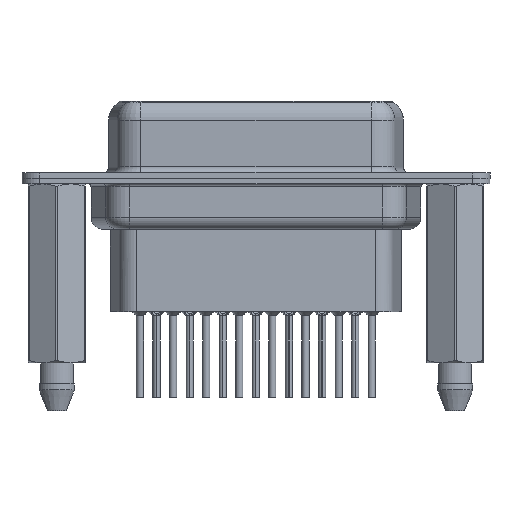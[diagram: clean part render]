
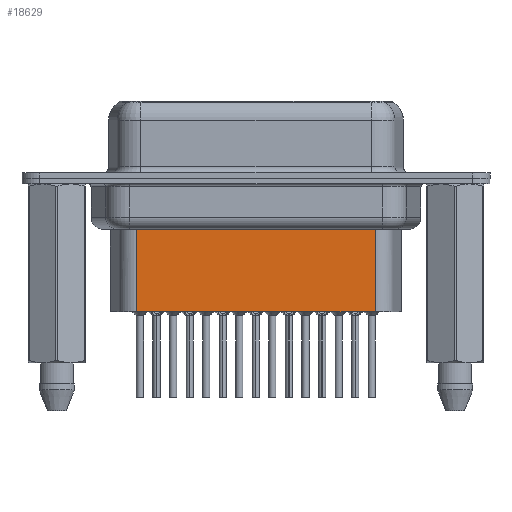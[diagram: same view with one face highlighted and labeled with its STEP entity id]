
A CAD part, front view. The second image highlights one B-rep face of the part: STEP entity #18629.
In plain terms, the highlighted planar face has unit normal (0, -1, 0).
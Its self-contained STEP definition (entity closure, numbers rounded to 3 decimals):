
#1168 = LINE ( 'NONE', #16921, #12026 ) ;
#1299 = VERTEX_POINT ( 'NONE', #10272 ) ;
#1474 = EDGE_CURVE ( 'NONE', #12908, #5444, #14671, .T. ) ;
#2224 = DIRECTION ( 'NONE',  ( 0., 0., -1. ) ) ;
#2636 = CARTESIAN_POINT ( 'NONE',  ( 6.681, -3.5, -11.15 ) ) ;
#4106 = CARTESIAN_POINT ( 'NONE',  ( 6.681, -3.5, -4.097 ) ) ;
#4744 = ORIENTED_EDGE ( 'NONE', *, *, #1474, .T. ) ;
#5131 = VECTOR ( 'NONE', #2224, 1000. ) ;
#5444 = VERTEX_POINT ( 'NONE', #4106 ) ;
#6966 = CARTESIAN_POINT ( 'NONE',  ( 6.681, -3.5, -3.1 ) ) ;
#7592 = DIRECTION ( 'NONE',  ( -1., 0., 0. ) ) ;
#7819 = CARTESIAN_POINT ( 'NONE',  ( 26.619, -3.5, -4.097 ) ) ;
#8488 = CARTESIAN_POINT ( 'NONE',  ( 26.619, -3.5, -3.1 ) ) ;
#9254 = CARTESIAN_POINT ( 'NONE',  ( 6.681, -3.5, -11.15 ) ) ;
#10272 = CARTESIAN_POINT ( 'NONE',  ( 26.619, -3.5, -11.15 ) ) ;
#10399 = LINE ( 'NONE', #8488, #5131 ) ;
#11393 = VECTOR ( 'NONE', #13032, 1000. ) ;
#11632 = EDGE_CURVE ( 'NONE', #5444, #14767, #1168, .T. ) ;
#11736 = AXIS2_PLACEMENT_3D ( 'NONE', #6966, #16374, #21889 ) ;
#12026 = VECTOR ( 'NONE', #22545, 1000. ) ;
#12344 = FACE_OUTER_BOUND ( 'NONE', #14854, .T. ) ;
#12538 = EDGE_CURVE ( 'NONE', #1299, #14767, #13552, .T. ) ;
#12908 = VERTEX_POINT ( 'NONE', #7819 ) ;
#13032 = DIRECTION ( 'NONE',  ( -1., 0., 0. ) ) ;
#13144 = CARTESIAN_POINT ( 'NONE',  ( 6.434, -3.5, -4.097 ) ) ;
#13282 = ORIENTED_EDGE ( 'NONE', *, *, #15307, .F. ) ;
#13552 = LINE ( 'NONE', #9254, #15194 ) ;
#14671 = LINE ( 'NONE', #13144, #11393 ) ;
#14767 = VERTEX_POINT ( 'NONE', #2636 ) ;
#14854 = EDGE_LOOP ( 'NONE', ( #13282, #4744, #22763, #14945 ) ) ;
#14945 = ORIENTED_EDGE ( 'NONE', *, *, #12538, .F. ) ;
#15194 = VECTOR ( 'NONE', #7592, 1000. ) ;
#15307 = EDGE_CURVE ( 'NONE', #12908, #1299, #10399, .T. ) ;
#16256 = PLANE ( 'NONE',  #11736 ) ;
#16374 = DIRECTION ( 'NONE',  ( 0., -1., 0. ) ) ;
#16921 = CARTESIAN_POINT ( 'NONE',  ( 6.681, -3.5, -3.1 ) ) ;
#18629 = ADVANCED_FACE ( 'NONE', ( #12344 ), #16256, .T. ) ;
#21889 = DIRECTION ( 'NONE',  ( 1., 0., 0. ) ) ;
#22545 = DIRECTION ( 'NONE',  ( 0., 0., -1. ) ) ;
#22763 = ORIENTED_EDGE ( 'NONE', *, *, #11632, .T. ) ;
